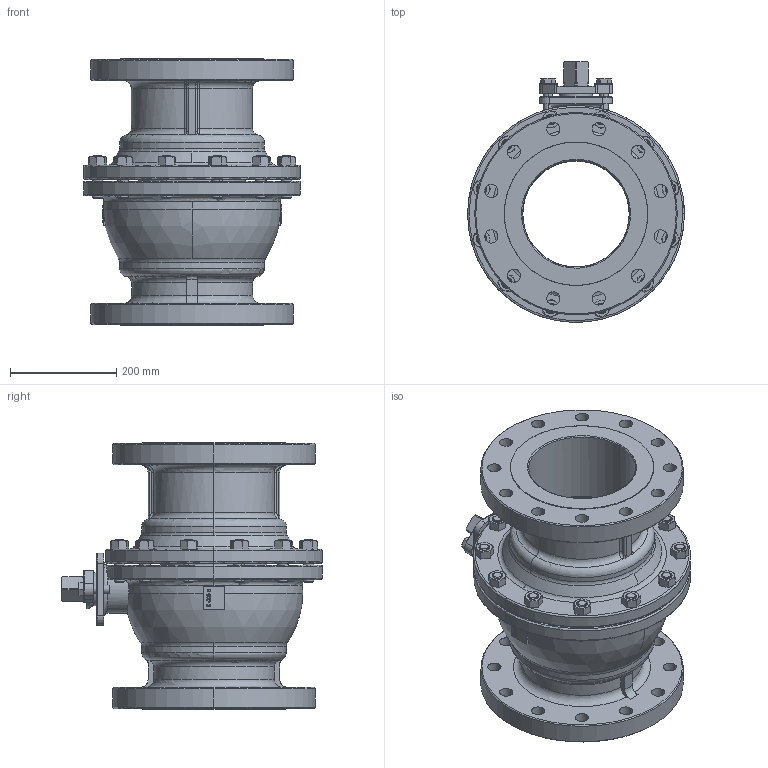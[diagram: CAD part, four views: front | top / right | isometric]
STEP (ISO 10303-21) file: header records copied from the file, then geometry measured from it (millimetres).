
FILE_DESCRIPTION (( 'STEP AP214' ), '1' );
FILE_NAME ('FM-F3-0800-XXX.step', '2019-10-30T12:41:35', ( '' ), ( '' ), 'SwSTEP 2.0', 'SolidWorks 2019', '' );
FILE_SCHEMA (( 'AUTOMOTIVE_DESIGN' ));
Length unit declared in the file: inch
Products named in the file (1): FM-F3-0800-XXX
Bounding box: 408 x 490.28 x 501.9 mm (x, y, z)
Surface area: 1498864.9 mm2 (no closed solid volume)
Topology: 0 solids, 63 shells, 747 faces, 2138 edges, 1427 vertices
Faces by surface type: plane 220, cylinder 199, cone 198, torus 73, bspline 47, sphere 10
Entity records: 63293 total; most frequent: CARTESIAN_POINT 38704, ORIENTED_EDGE 3635, EDGE_CURVE 2134, B_SPLINE_CURVE_WITH_KNOTS 2068, DIRECTION 1478, VERTEX_POINT 1427, EDGE_LOOP 883, UNCERTAINTY_MEASURE_WITH_UNIT 749
